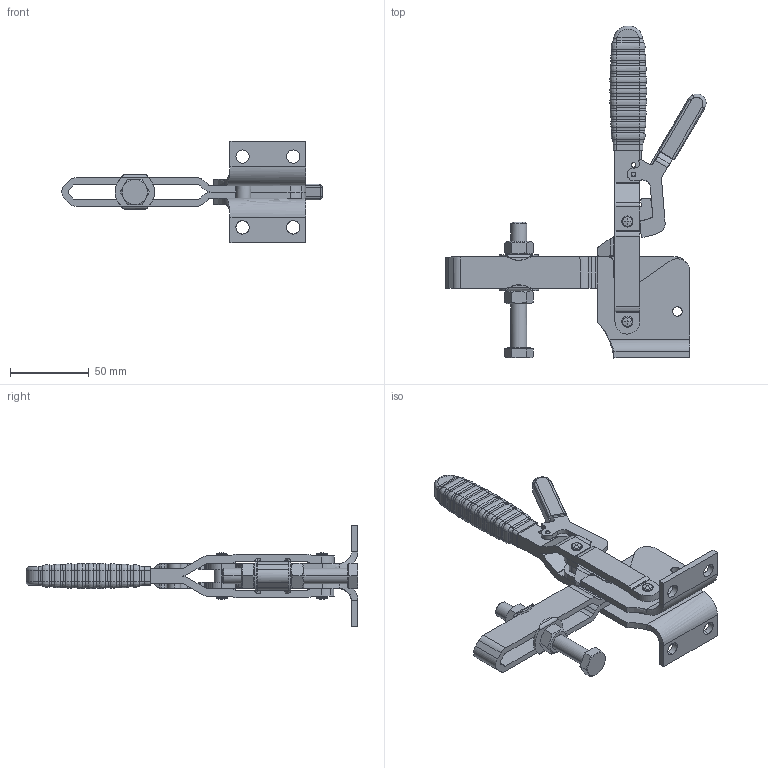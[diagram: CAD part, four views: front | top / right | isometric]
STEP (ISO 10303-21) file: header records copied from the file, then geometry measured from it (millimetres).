
FILE_DESCRIPTION(('CATIA V5 STEP Exchange'),'2;1');
FILE_NAME('VERTIKALSPANNER_TS_V_360_UB_SL_357865_TUENKERS.stp','2019-02-06T07:05:59+00:00',('none'),('none'),'CATIA Version 5 Release 19 SP 9 (IN-10)','CATIA V5 STEP AP214','none');
FILE_SCHEMA(('AUTOMOTIVE_DESIGN { 1 0 10303 214 1 1 1 1 }'));
Length unit declared in the file: millimetre
Products named in the file (1): VERTIKALSPANNER_TS_V_360_UB_SL_357865
Bounding box: 165.53 x 211.1 x 64.82 mm (x, y, z)
Volume: 125435.5 mm3; surface area: 62164.2 mm2
Topology: 1 solids, 4 shells, 810 faces, 2174 edges, 1357 vertices
Faces by surface type: cylinder 279, bspline 263, plane 204, cone 34, torus 22, sphere 8
Entity records: 29617 total; most frequent: CARTESIAN_POINT 12889, ORIENTED_EDGE 4316, DIRECTION 2283, EDGE_CURVE 2158, VERTEX_POINT 1357, AXIS2_PLACEMENT_3D 979, EDGE_LOOP 855, ADVANCED_FACE 810
